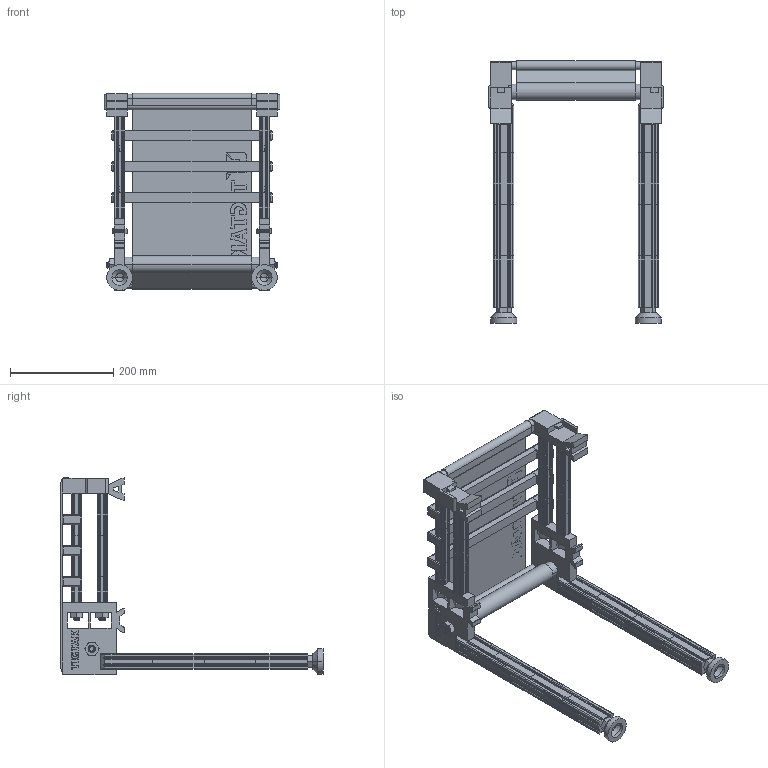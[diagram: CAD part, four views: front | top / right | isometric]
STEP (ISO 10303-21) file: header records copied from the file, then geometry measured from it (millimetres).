
FILE_DESCRIPTION((''),'2;1');
FILE_NAME('A13-GZ-YJDY-3DDY-2022-01-11-07_ASM','2022-01-24T',('Administrator'),(''),'PRO/ENGINEER BY PARAMETRIC TECHNOLOGY CORPORATION, 2010480','PRO/ENGINEER BY PARAMETRIC TECHNOLOGY CORPORATION, 2010480','');
FILE_SCHEMA(('CONFIG_CONTROL_DESIGN'));
Products named in the file (19): A13-GZ-YJDY-3DDY-2022-01-11-07; A13-GZ-YJDY-3DDY-2022-01-11-01; A13-GZ-YJDY-3DDY-2022-01-11-02; A13-GZ-YJDY-3DDY-2022-01-11-03; A13-GZ-YJDY-3DDY-2022-01-11-04; A13-GZ-YJDY-3DDY-2022-01-11-05; A13-GZ-YJDY-3DDY-2022-01-11-06; A13-GZ-YJDY-3DDY-2022-01-11-11; A13-GZ-YJDY-3DDY-2022-01-11-08; A13-GZ-YJDY-3DDY-2022-01-11-10; A13-GZ-YJDY-3DDY-2022-01-11-09; A13-GZ-YJDY-3DDY-2022-01-11-12; A13-GZ-YJDY-3DDY-2022-01-11-13; A13-GZ-YJDY-3DDY-2022-01-11-14; A13-GZ-YJDY-3DDY-2022-01-11-15; A13-GZ-YJDY-3DDY-2022-01-11-16; A13-GZ-YJDY-3DDY-2022-01-11-17; A13-GZ-YJDY-3DDY-2022-01-11-16_ASM; A13-GZ-YJDY-3DDY-2022-01-11-07_ASM
Assembly tree (42 placements, depth 3):
  A13-GZ-YJDY-3DDY-2022-01-11-07_ASM
    A13-GZ-YJDY-3DDY-2022-01-11-07
    A13-GZ-YJDY-3DDY-2022-01-11-01
    A13-GZ-YJDY-3DDY-2022-01-11-02
    A13-GZ-YJDY-3DDY-2022-01-11-03  x8
    A13-GZ-YJDY-3DDY-2022-01-11-04  x4
    A13-GZ-YJDY-3DDY-2022-01-11-05
    A13-GZ-YJDY-3DDY-2022-01-11-06
    A13-GZ-YJDY-3DDY-2022-01-11-11
    A13-GZ-YJDY-3DDY-2022-01-11-08
    A13-GZ-YJDY-3DDY-2022-01-11-10
    A13-GZ-YJDY-3DDY-2022-01-11-09  x6
    A13-GZ-YJDY-3DDY-2022-01-11-12  x2
    A13-GZ-YJDY-3DDY-2022-01-11-13  x4
    A13-GZ-YJDY-3DDY-2022-01-11-14  x2
    A13-GZ-YJDY-3DDY-2022-01-11-15  x2
    A13-GZ-YJDY-3DDY-2022-01-11-16_ASM  x3
      A13-GZ-YJDY-3DDY-2022-01-11-16
      A13-GZ-YJDY-3DDY-2022-01-11-17
Bounding box: 340 x 507 x 382 mm (x, y, z)
Volume: 2935405.4 mm3; surface area: 880793.8 mm2
Topology: 45 solids, 45 shells, 3760 faces, 10343 edges, 6754 vertices
Faces by surface type: plane 2447, cylinder 620, cone 288, bspline 170, extrusion 111, torus 96, sphere 28
Entity records: 62889 total; most frequent: CARTESIAN_POINT 24760, ORIENTED_EDGE 8392, DIRECTION 6833, EDGE_CURVE 4196, VECTOR 3019, LINE 2908, VERTEX_POINT 2745, AXIS2_PLACEMENT_3D 1907
